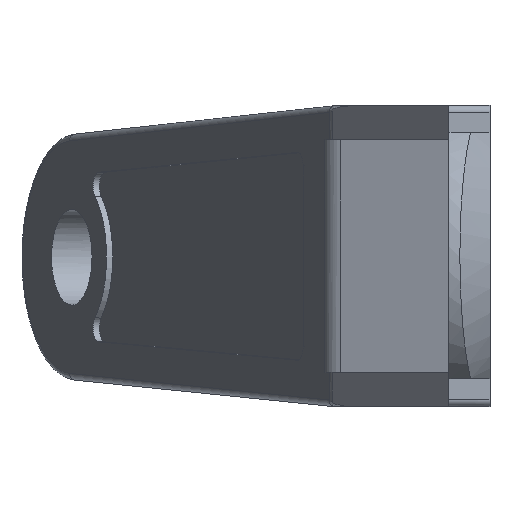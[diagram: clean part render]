
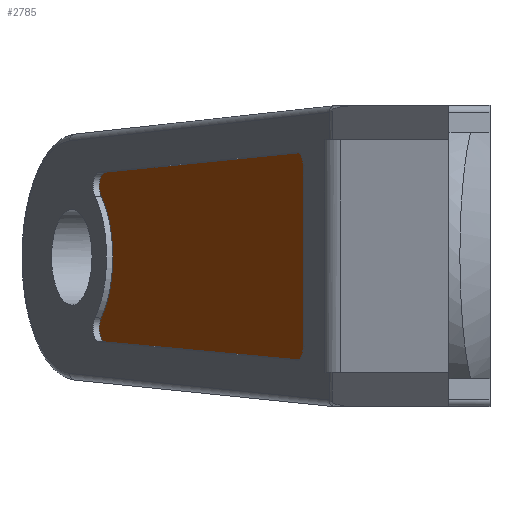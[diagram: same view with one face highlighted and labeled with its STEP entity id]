
A CAD part, top view. The second image highlights one B-rep face of the part: STEP entity #2785.
In plain terms, the highlighted free-form (B-spline) face has degree [1, 1] with [2, 2] control points.
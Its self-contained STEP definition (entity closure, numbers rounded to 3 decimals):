
#2672=CARTESIAN_POINT('',(-12.433,8.357,-30.446));
#2673=CARTESIAN_POINT('',(-12.433,-8.357,-30.446));
#2674=CARTESIAN_POINT('',(-29.31,8.357,-66.641));
#2675=CARTESIAN_POINT('',(-29.31,-8.357,-66.641));
#2676=B_SPLINE_SURFACE_WITH_KNOTS('',1,1,((#2672,#2674),(#2673,#2675)),.UNSPECIFIED.,.F.,.F.,.U.,(2,2),(2,2),(0.0,16.713),(0.0,39.936),.UNSPECIFIED.);
#2677=CARTESIAN_POINT('',(-13.199,6.598,-32.09));
#2678=VERTEX_POINT('',#2677);
#2679=CARTESIAN_POINT('',(-13.639,7.597,-33.033));
#2680=VERTEX_POINT('',#2679);
#2681=CARTESIAN_POINT('',(-13.199,6.598,-32.09));
#2682=CARTESIAN_POINT('',(-13.199,7.024,-32.09));
#2683=CARTESIAN_POINT('',(-13.329,7.319,-32.369));
#2684=CARTESIAN_POINT('',(-13.459,7.614,-32.648));
#2685=CARTESIAN_POINT('',(-13.639,7.597,-33.033));
#2693=(BOUNDED_CURVE()B_SPLINE_CURVE(2,(#2681,#2682,#2683,#2684,#2685),.UNSPECIFIED.,.F.,.U.)B_SPLINE_CURVE_WITH_KNOTS((3,2,3),(0.0,0.5,1.0),.UNSPECIFIED.)CURVE()GEOMETRIC_REPRESENTATION_ITEM()RATIONAL_B_SPLINE_CURVE((1.0,0.92,1.0,0.92,1.0))REPRESENTATION_ITEM(''));
#2694=EDGE_CURVE('',#2678,#2680,#2693,.T.);
#2695=ORIENTED_EDGE('',*,*,#2694,.T.);
#2696=CARTESIAN_POINT('',(-28.139,6.195,-64.128));
#2697=VERTEX_POINT('',#2696);
#2698=CARTESIAN_POINT('',(-28.139,6.195,-64.128));
#2699=CARTESIAN_POINT('',(-13.639,7.597,-33.033));
#2700=QUASI_UNIFORM_CURVE('',1,(#2698,#2699),.UNSPECIFIED.,.F.,.U.);
#2701=EDGE_CURVE('',#2697,#2680,#2700,.T.);
#2702=ORIENTED_EDGE('',*,*,#2701,.F.);
#2703=CARTESIAN_POINT('',(-28.405,4.454,-64.699));
#2704=VERTEX_POINT('',#2703);
#2705=CARTESIAN_POINT('',(-28.139,6.195,-64.128));
#2706=CARTESIAN_POINT('',(-28.422,6.168,-64.737));
#2707=CARTESIAN_POINT('',(-28.519,5.536,-64.944));
#2708=CARTESIAN_POINT('',(-28.615,4.904,-65.151));
#2709=CARTESIAN_POINT('',(-28.405,4.454,-64.699));
#2717=(BOUNDED_CURVE()B_SPLINE_CURVE(2,(#2705,#2706,#2707,#2708,#2709),.UNSPECIFIED.,.F.,.U.)B_SPLINE_CURVE_WITH_KNOTS((3,2,3),(0.0,0.5,1.0),.UNSPECIFIED.)CURVE()GEOMETRIC_REPRESENTATION_ITEM()RATIONAL_B_SPLINE_CURVE((1.0,0.83,1.0,0.83,1.0))REPRESENTATION_ITEM(''));
#2718=EDGE_CURVE('',#2697,#2704,#2717,.T.);
#2719=ORIENTED_EDGE('',*,*,#2718,.T.);
#2720=CARTESIAN_POINT('',(-28.405,-4.454,-64.699));
#2721=VERTEX_POINT('',#2720);
#2722=CARTESIAN_POINT('',(-28.405,-4.454,-64.699));
#2723=CARTESIAN_POINT('',(-27.568,-2.667,-62.905));
#2724=CARTESIAN_POINT('',(-27.568,0.,-62.905));
#2725=CARTESIAN_POINT('',(-27.568,2.667,-62.905));
#2726=CARTESIAN_POINT('',(-28.405,4.454,-64.699));
#2734=(BOUNDED_CURVE()B_SPLINE_CURVE(2,(#2722,#2723,#2724,#2725,#2726),.UNSPECIFIED.,.F.,.U.)B_SPLINE_CURVE_WITH_KNOTS((3,2,3),(0.0,0.5,1.0),.UNSPECIFIED.)CURVE()GEOMETRIC_REPRESENTATION_ITEM()RATIONAL_B_SPLINE_CURVE((1.0,0.914,1.0,0.914,1.0))REPRESENTATION_ITEM(''));
#2735=EDGE_CURVE('',#2721,#2704,#2734,.T.);
#2736=ORIENTED_EDGE('',*,*,#2735,.F.);
#2737=CARTESIAN_POINT('',(-28.139,-6.195,-64.128));
#2738=VERTEX_POINT('',#2737);
#2739=CARTESIAN_POINT('',(-28.405,-4.454,-64.699));
#2740=CARTESIAN_POINT('',(-28.615,-4.904,-65.151));
#2741=CARTESIAN_POINT('',(-28.519,-5.536,-64.944));
#2742=CARTESIAN_POINT('',(-28.422,-6.168,-64.737));
#2743=CARTESIAN_POINT('',(-28.139,-6.195,-64.128));
#2751=(BOUNDED_CURVE()B_SPLINE_CURVE(2,(#2739,#2740,#2741,#2742,#2743),.UNSPECIFIED.,.F.,.U.)B_SPLINE_CURVE_WITH_KNOTS((3,2,3),(0.0,0.5,1.0),.UNSPECIFIED.)CURVE()GEOMETRIC_REPRESENTATION_ITEM()RATIONAL_B_SPLINE_CURVE((1.0,0.83,1.0,0.83,1.0))REPRESENTATION_ITEM(''));
#2752=EDGE_CURVE('',#2721,#2738,#2751,.T.);
#2753=ORIENTED_EDGE('',*,*,#2752,.T.);
#2754=CARTESIAN_POINT('',(-13.639,-7.597,-33.033));
#2755=VERTEX_POINT('',#2754);
#2756=CARTESIAN_POINT('',(-13.639,-7.597,-33.033));
#2757=CARTESIAN_POINT('',(-28.139,-6.195,-64.128));
#2758=QUASI_UNIFORM_CURVE('',1,(#2756,#2757),.UNSPECIFIED.,.F.,.U.);
#2759=EDGE_CURVE('',#2755,#2738,#2758,.T.);
#2760=ORIENTED_EDGE('',*,*,#2759,.F.);
#2761=CARTESIAN_POINT('',(-13.199,-6.598,-32.09));
#2762=VERTEX_POINT('',#2761);
#2763=CARTESIAN_POINT('',(-13.639,-7.597,-33.033));
#2764=CARTESIAN_POINT('',(-13.459,-7.614,-32.648));
#2765=CARTESIAN_POINT('',(-13.329,-7.319,-32.369));
#2766=CARTESIAN_POINT('',(-13.199,-7.024,-32.09));
#2767=CARTESIAN_POINT('',(-13.199,-6.598,-32.09));
#2775=(BOUNDED_CURVE()B_SPLINE_CURVE(2,(#2763,#2764,#2765,#2766,#2767),.UNSPECIFIED.,.F.,.U.)B_SPLINE_CURVE_WITH_KNOTS((3,2,3),(0.0,0.5,1.0),.UNSPECIFIED.)CURVE()GEOMETRIC_REPRESENTATION_ITEM()RATIONAL_B_SPLINE_CURVE((1.0,0.92,1.0,0.92,1.0))REPRESENTATION_ITEM(''));
#2776=EDGE_CURVE('',#2755,#2762,#2775,.T.);
#2777=ORIENTED_EDGE('',*,*,#2776,.T.);
#2778=CARTESIAN_POINT('',(-13.199,6.598,-32.09));
#2779=CARTESIAN_POINT('',(-13.199,-6.598,-32.09));
#2780=QUASI_UNIFORM_CURVE('',1,(#2778,#2779),.UNSPECIFIED.,.F.,.U.);
#2781=EDGE_CURVE('',#2678,#2762,#2780,.T.);
#2782=ORIENTED_EDGE('',*,*,#2781,.F.);
#2783=EDGE_LOOP('',(#2695,#2702,#2719,#2736,#2753,#2760,#2777,#2782));
#2784=FACE_OUTER_BOUND('',#2783,.T.);
#2785=ADVANCED_FACE('',(#2784),#2676,.F.);
